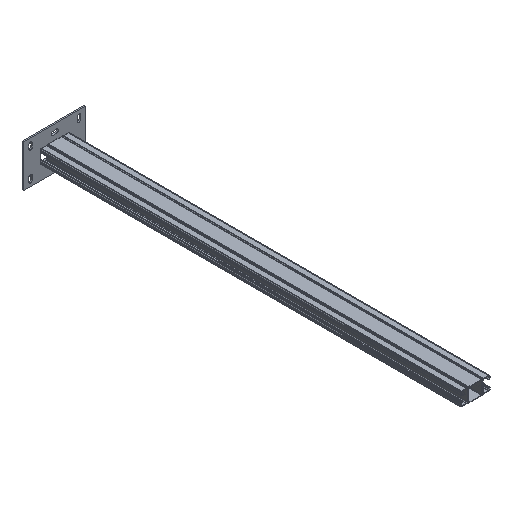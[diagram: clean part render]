
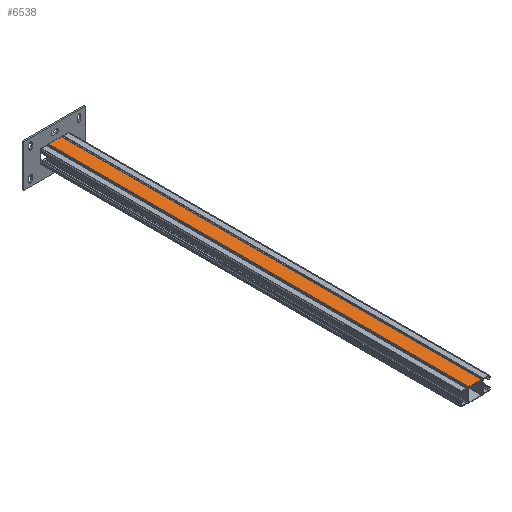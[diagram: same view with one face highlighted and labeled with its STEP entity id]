
A CAD part, isometric view. The second image highlights one B-rep face of the part: STEP entity #6538.
In plain terms, the highlighted planar face has unit normal (0, 0, 1).
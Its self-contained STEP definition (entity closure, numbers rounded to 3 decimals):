
#47 = CARTESIAN_POINT ( 'NONE',  ( -22.5, -6., 25. ) ) ;
#373 = CARTESIAN_POINT ( 'NONE',  ( 22.5, -1491., 25. ) ) ;
#834 = EDGE_LOOP ( 'NONE', ( #5253, #1822, #11617, #11756 ) ) ;
#1072 = LINE ( 'NONE', #373, #14188 ) ;
#1822 = ORIENTED_EDGE ( 'NONE', *, *, #12071, .F. ) ;
#1922 = DIRECTION ( 'NONE',  ( 1., 0., 0. ) ) ;
#1959 = VERTEX_POINT ( 'NONE', #2575 ) ;
#2575 = CARTESIAN_POINT ( 'NONE',  ( 22.5, -1491., 25. ) ) ;
#2630 = DIRECTION ( 'NONE',  ( 0., -1., 0. ) ) ;
#2807 = EDGE_CURVE ( 'NONE', #1959, #3572, #1072, .T. ) ;
#2959 = DIRECTION ( 'NONE',  ( -1., 0., 0. ) ) ;
#3572 = VERTEX_POINT ( 'NONE', #5830 ) ;
#3868 = CARTESIAN_POINT ( 'NONE',  ( 22.5, -6., 25. ) ) ;
#5028 = LINE ( 'NONE', #3868, #14722 ) ;
#5253 = ORIENTED_EDGE ( 'NONE', *, *, #2807, .F. ) ;
#5675 = CARTESIAN_POINT ( 'NONE',  ( 22.5, -6., 25. ) ) ;
#5730 = PLANE ( 'NONE',  #6298 ) ;
#5804 = CARTESIAN_POINT ( 'NONE',  ( 22.5, -6., 25. ) ) ;
#5830 = CARTESIAN_POINT ( 'NONE',  ( -22.5, -1491., 25. ) ) ;
#6081 = LINE ( 'NONE', #6128, #10563 ) ;
#6128 = CARTESIAN_POINT ( 'NONE',  ( -22.5, -6., 25. ) ) ;
#6243 = VERTEX_POINT ( 'NONE', #12709 ) ;
#6298 = AXIS2_PLACEMENT_3D ( 'NONE', #5675, #9462, #1922 ) ;
#6538 = ADVANCED_FACE ( 'NONE', ( #15611 ), #5730, .T. ) ;
#9462 = DIRECTION ( 'NONE',  ( 0., 0., 1. ) ) ;
#10563 = VECTOR ( 'NONE', #14969, 1000. ) ;
#11617 = ORIENTED_EDGE ( 'NONE', *, *, #15388, .T. ) ;
#11756 = ORIENTED_EDGE ( 'NONE', *, *, #15555, .T. ) ;
#12066 = VERTEX_POINT ( 'NONE', #47 ) ;
#12071 = EDGE_CURVE ( 'NONE', #6243, #1959, #5028, .T. ) ;
#12709 = CARTESIAN_POINT ( 'NONE',  ( 22.5, -6., 25. ) ) ;
#14188 = VECTOR ( 'NONE', #2959, 1000. ) ;
#14722 = VECTOR ( 'NONE', #2630, 1000. ) ;
#14790 = VECTOR ( 'NONE', #15940, 1000. ) ;
#14969 = DIRECTION ( 'NONE',  ( 0., -1., 0. ) ) ;
#15186 = LINE ( 'NONE', #5804, #14790 ) ;
#15388 = EDGE_CURVE ( 'NONE', #6243, #12066, #15186, .T. ) ;
#15555 = EDGE_CURVE ( 'NONE', #12066, #3572, #6081, .T. ) ;
#15611 = FACE_OUTER_BOUND ( 'NONE', #834, .T. ) ;
#15940 = DIRECTION ( 'NONE',  ( -1., 0., 0. ) ) ;
